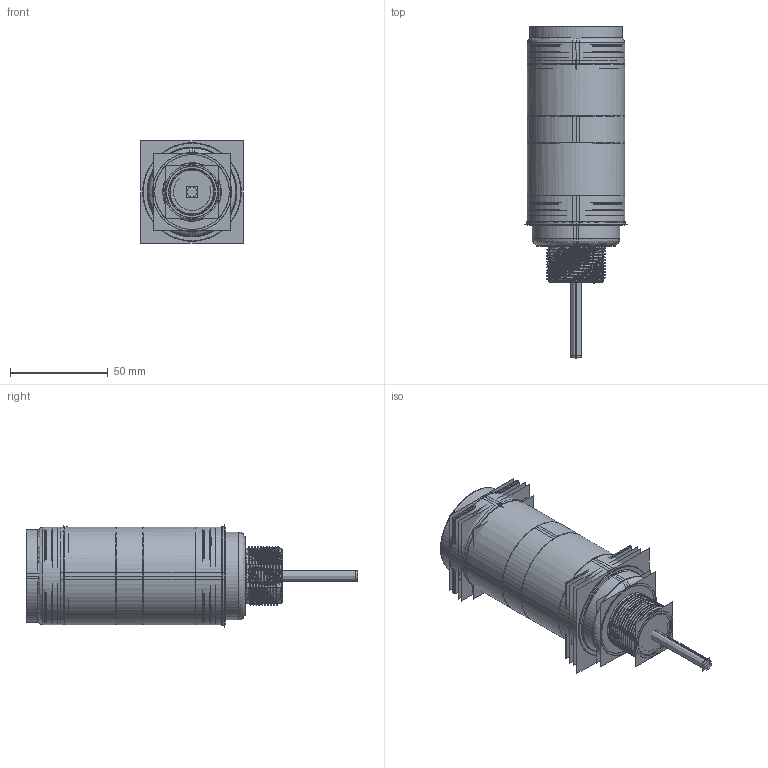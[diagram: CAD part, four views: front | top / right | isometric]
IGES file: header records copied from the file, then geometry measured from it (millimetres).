
Start section:  PTC IGES file: 212912.igs
Global section: file name: 212912.igs; native system: Creo Parametric by PTC Inc.; preprocessor: 2018300; author: pdmadmin; organization: Unknown; date: 20190725.113420; units: millimetre
Bounding box: 52.54 x 170.1 x 52.52 mm (x, y, z)
Volume: 68808.5 mm3; surface area: 460399.2 mm2
Topology: 5 solids, 10 shells, 1974 faces, 9851 edges, 12361 vertices
Faces by surface type: revolution 1036, bspline 930, extrusion 8
